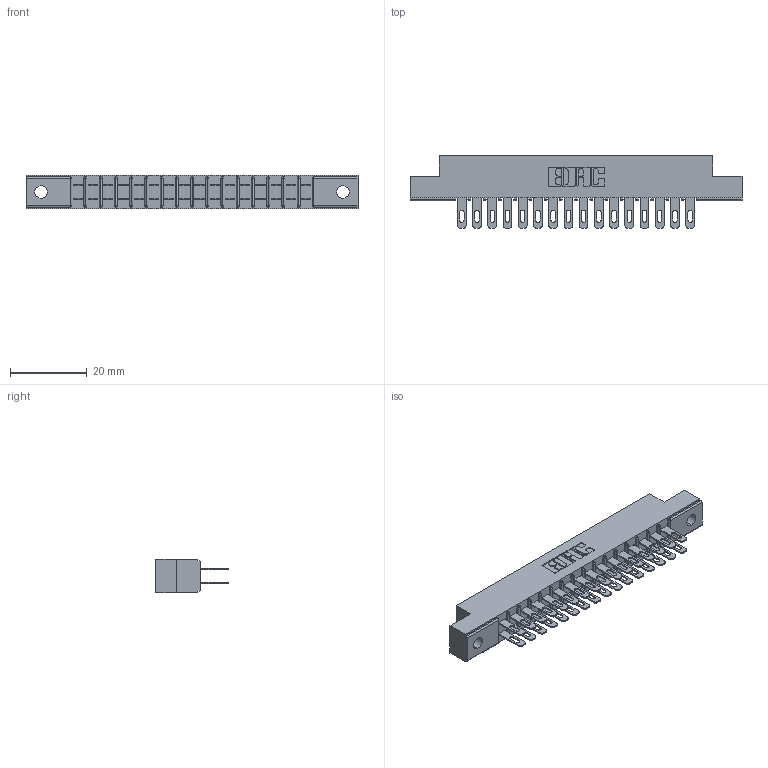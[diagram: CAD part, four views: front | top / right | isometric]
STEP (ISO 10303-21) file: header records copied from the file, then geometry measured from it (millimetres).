
FILE_DESCRIPTION (( 'STEP AP203' ), '1' );
FILE_NAME ('305-032-500-502.STEP', '2019-09-09T16:29:29', ( '' ), ( '' ), 'SwSTEP 2.0', 'SolidWorks 2016', '' );
FILE_SCHEMA (( 'CONFIG_CONTROL_DESIGN' ));
Length unit declared in the file: inch
Products named in the file (3): 305-032-500-502; 305 Part_.128 Dia; 305-290-001_500
Assembly tree (33 placements, depth 2):
  305-032-500-502
    305 Part_.128 Dia
    305-290-001_500  x32
Bounding box: 86.41 x 18.85 x 8.71 mm (x, y, z)
Volume: 5263.9 mm3; surface area: 10409.1 mm2
Topology: 33 solids, 33 shells, 1716 faces, 4908 edges, 3184 vertices
Faces by surface type: plane 964, cylinder 688, sphere 64
Entity records: 20513 total; most frequent: CARTESIAN_POINT 3394, ORIENTED_EDGE 3364, DIRECTION 3306, EDGE_CURVE 1682, VECTOR 1330, LINE 1330, VERTEX_POINT 1076, AXIS2_PLACEMENT_3D 988
